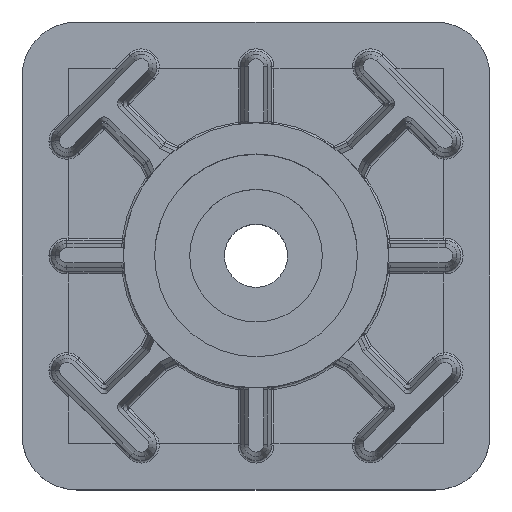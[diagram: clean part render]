
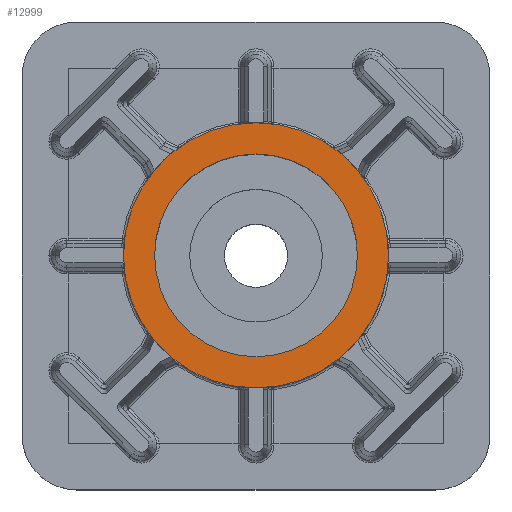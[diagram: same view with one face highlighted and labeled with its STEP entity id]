
A CAD part, top view. The second image highlights one B-rep face of the part: STEP entity #12999.
In plain terms, the highlighted planar face has unit normal (0, 0, 1).
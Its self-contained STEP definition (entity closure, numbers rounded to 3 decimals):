
#93 = ORIENTED_EDGE ( 'NONE', *, *, #12113, .T. ) ;
#300 = DIRECTION ( 'NONE',  ( 0., 0., 1. ) ) ;
#331 = ORIENTED_EDGE ( 'NONE', *, *, #13326, .F. ) ;
#701 = CARTESIAN_POINT ( 'NONE',  ( -13., 0., 55. ) ) ;
#899 = AXIS2_PLACEMENT_3D ( 'NONE', #7708, #300, #8968 ) ;
#995 = CIRCLE ( 'NONE', #899, 17. ) ;
#2538 = CIRCLE ( 'NONE', #3196, 13. ) ;
#2748 = DIRECTION ( 'NONE',  ( 0., 0., 1. ) ) ;
#2937 = EDGE_LOOP ( 'NONE', ( #11836, #331 ) ) ;
#2983 = EDGE_CURVE ( 'NONE', #9686, #4474, #995, .T. ) ;
#3196 = AXIS2_PLACEMENT_3D ( 'NONE', #7207, #15710, #8487 ) ;
#3620 = AXIS2_PLACEMENT_3D ( 'NONE', #10130, #2748, #11346 ) ;
#3660 = CIRCLE ( 'NONE', #15900, 13. ) ;
#3697 = ORIENTED_EDGE ( 'NONE', *, *, #2983, .T. ) ;
#4282 = FACE_BOUND ( 'NONE', #2937, .T. ) ;
#4425 = EDGE_CURVE ( 'NONE', #7904, #15847, #3660, .T. ) ;
#4474 = VERTEX_POINT ( 'NONE', #9705 ) ;
#5089 = AXIS2_PLACEMENT_3D ( 'NONE', #13839, #6546, #15073 ) ;
#5425 = CARTESIAN_POINT ( 'NONE',  ( 13., 0., 55. ) ) ;
#5924 = DIRECTION ( 'NONE',  ( 0., 0., 1. ) ) ;
#6546 = DIRECTION ( 'NONE',  ( 0., 0., 1. ) ) ;
#7207 = CARTESIAN_POINT ( 'NONE',  ( 0., 0., 55. ) ) ;
#7659 = PLANE ( 'NONE',  #3620 ) ;
#7708 = CARTESIAN_POINT ( 'NONE',  ( 0., 0., 55. ) ) ;
#7904 = VERTEX_POINT ( 'NONE', #701 ) ;
#7966 = FACE_OUTER_BOUND ( 'NONE', #10726, .T. ) ;
#8487 = DIRECTION ( 'NONE',  ( 1., 0., 0. ) ) ;
#8968 = DIRECTION ( 'NONE',  ( 1., 0., 0. ) ) ;
#9686 = VERTEX_POINT ( 'NONE', #14149 ) ;
#9705 = CARTESIAN_POINT ( 'NONE',  ( -17., 0., 55. ) ) ;
#10130 = CARTESIAN_POINT ( 'NONE',  ( 0., 0., 55. ) ) ;
#10726 = EDGE_LOOP ( 'NONE', ( #93, #3697 ) ) ;
#11346 = DIRECTION ( 'NONE',  ( 1., 0., 0. ) ) ;
#11836 = ORIENTED_EDGE ( 'NONE', *, *, #4425, .F. ) ;
#12113 = EDGE_CURVE ( 'NONE', #4474, #9686, #12358, .T. ) ;
#12358 = CIRCLE ( 'NONE', #5089, 17. ) ;
#12999 = ADVANCED_FACE ( 'NONE', ( #4282, #7966 ), #7659, .T. ) ;
#13240 = CARTESIAN_POINT ( 'NONE',  ( 0., 0., 55. ) ) ;
#13326 = EDGE_CURVE ( 'NONE', #15847, #7904, #2538, .T. ) ;
#13839 = CARTESIAN_POINT ( 'NONE',  ( 0., 0., 55. ) ) ;
#14149 = CARTESIAN_POINT ( 'NONE',  ( 17., 0., 55. ) ) ;
#14438 = DIRECTION ( 'NONE',  ( 1., 0., 0. ) ) ;
#15073 = DIRECTION ( 'NONE',  ( 1., 0., 0. ) ) ;
#15710 = DIRECTION ( 'NONE',  ( 0., 0., 1. ) ) ;
#15847 = VERTEX_POINT ( 'NONE', #5425 ) ;
#15900 = AXIS2_PLACEMENT_3D ( 'NONE', #13240, #5924, #14438 ) ;
